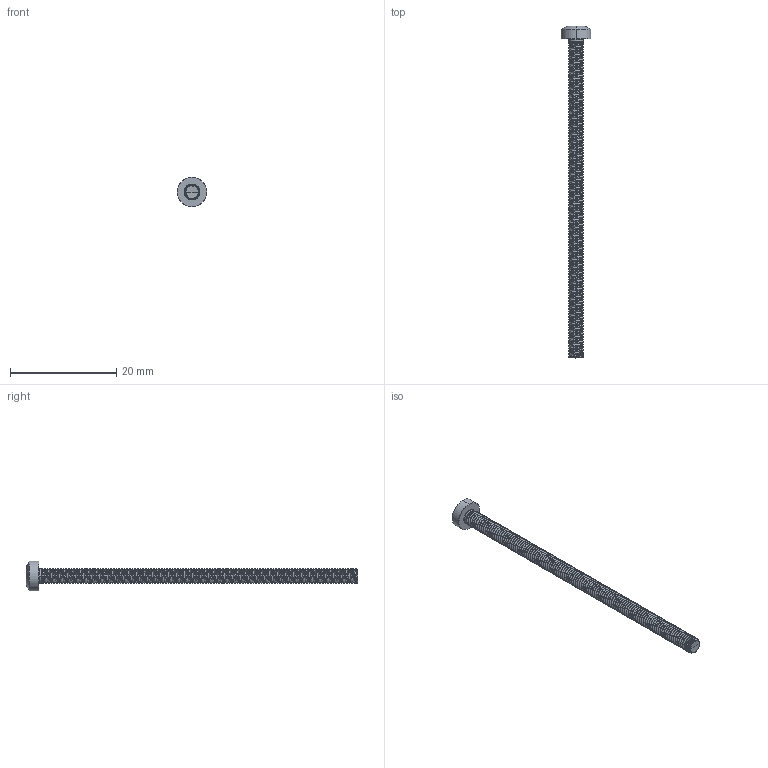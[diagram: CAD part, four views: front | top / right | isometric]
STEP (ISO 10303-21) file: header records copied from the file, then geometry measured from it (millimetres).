
FILE_DESCRIPTION (( 'STEP AP203' ), '1' );
FILE_NAME ('STM390300600.STEP', '2020-12-23T15:27:37', ( '' ), ( '' ), 'SwSTEP 2.0', 'SolidWorks 2015', '' );
FILE_SCHEMA (( 'CONFIG_CONTROL_DESIGN' ));
Length unit declared in the file: millimetre
Products named in the file (2): STM390300600
Bounding box: 5.6 x 62.4 x 5.6 mm (x, y, z)
Volume: 388 mm3; surface area: 940.8 mm2
Topology: 1 solids, 1 shells, 309 faces, 887 edges, 580 vertices
Faces by surface type: cylinder 259, bspline 18, torus 13, cone 12, sphere 4, plane 3
Entity records: 46402 total; most frequent: CARTESIAN_POINT 39768, ORIENTED_EDGE 1770, DIRECTION 982, EDGE_CURVE 885, VERTEX_POINT 580, AXIS2_PLACEMENT_3D 357, EDGE_LOOP 311, FACE_OUTER_BOUND 309
